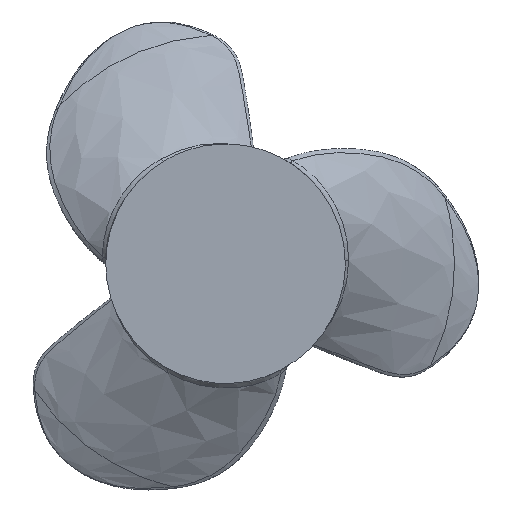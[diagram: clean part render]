
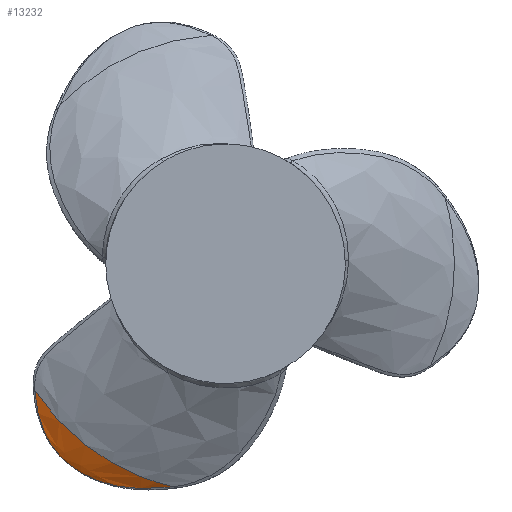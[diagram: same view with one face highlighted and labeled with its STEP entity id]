
A CAD part, top view. The second image highlights one B-rep face of the part: STEP entity #13232.
In plain terms, the highlighted free-form (B-spline) face has degree [3, 2] with [11, 3] control points.
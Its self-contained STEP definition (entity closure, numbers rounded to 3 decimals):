
#9418 = VERTEX_POINT('',#9419);
#9419 = CARTESIAN_POINT('',(-59.573,-39.582,
    -24.698));
#13128 = VERTEX_POINT('',#13129);
#13129 = CARTESIAN_POINT('',(-16.332,-69.634,
    -14.895));
#13139 = EDGE_CURVE('',#9418,#13128,#13140,.T.);
#13140 = B_SPLINE_CURVE_WITH_KNOTS('',3,(#13141,#13142,#13143,#13144,
    #13145,#13146,#13147,#13148,#13149,#13150,#13151),.UNSPECIFIED.,.F.,
  .F.,(4,1,1,1,1,1,1,1,4),(0.,0.01,0.031,
    0.052,0.094,0.115,0.135,0.156,
    0.167),.UNSPECIFIED.);
#13141 = CARTESIAN_POINT('',(-59.573,-39.582,
    -24.698));
#13142 = CARTESIAN_POINT('',(-58.975,-40.482,
    -24.366));
#13143 = CARTESIAN_POINT('',(-57.025,-43.272,
    -23.349));
#13144 = CARTESIAN_POINT('',(-53.631,-47.473,
    -21.863));
#13145 = CARTESIAN_POINT('',(-47.375,-53.915,
    -19.656));
#13146 = CARTESIAN_POINT('',(-40.265,-59.412,
    -17.861));
#13147 = CARTESIAN_POINT('',(-32.436,-63.868,
    -16.487));
#13148 = CARTESIAN_POINT('',(-26.144,-66.691,
    -15.668));
#13149 = CARTESIAN_POINT('',(-20.854,-68.485,
    -15.181));
#13150 = CARTESIAN_POINT('',(-17.448,-69.373,
    -14.958));
#13151 = CARTESIAN_POINT('',(-16.332,-69.634,
    -14.895));
#13232 = ADVANCED_FACE('',(#13233),#13250,.F.);
#13233 = FACE_BOUND('',#13234,.F.);
#13234 = EDGE_LOOP('',(#13235,#13243,#13249));
#13235 = ORIENTED_EDGE('',*,*,#13236,.T.);
#13236 = EDGE_CURVE('',#13128,#13237,#13239,.T.);
#13237 = VERTEX_POINT('',#13238);
#13238 = CARTESIAN_POINT('',(-48.462,-62.985,
    -22.616));
#13239 = B_SPLINE_CURVE_WITH_KNOTS('',2,(#13240,#13241,#13242),
  .UNSPECIFIED.,.F.,.F.,(3,3),(0.,1.),.PIECEWISE_BEZIER_KNOTS.);
#13240 = CARTESIAN_POINT('',(-16.332,-69.634,
    -14.895));
#13241 = CARTESIAN_POINT('',(-36.405,-72.262,
    -20.346));
#13242 = CARTESIAN_POINT('',(-48.462,-62.985,
    -22.616));
#13243 = ORIENTED_EDGE('',*,*,#13244,.F.);
#13244 = EDGE_CURVE('',#9418,#13237,#13245,.T.);
#13245 = B_SPLINE_CURVE_WITH_KNOTS('',2,(#13246,#13247,#13248),
  .UNSPECIFIED.,.F.,.F.,(3,3),(0.,1.),.PIECEWISE_BEZIER_KNOTS.);
#13246 = CARTESIAN_POINT('',(-59.573,-39.582,
    -24.698));
#13247 = CARTESIAN_POINT('',(-58.508,-55.256,
    -24.301));
#13248 = CARTESIAN_POINT('',(-48.462,-62.985,
    -22.616));
#13249 = ORIENTED_EDGE('',*,*,#13139,.T.);
#13250 = B_SPLINE_SURFACE_WITH_KNOTS('',3,2,(
    (#13251,#13252,#13253)
    ,(#13254,#13255,#13256)
    ,(#13257,#13258,#13259)
    ,(#13260,#13261,#13262)
    ,(#13263,#13264,#13265)
    ,(#13266,#13267,#13268)
    ,(#13269,#13270,#13271)
    ,(#13272,#13273,#13274)
    ,(#13275,#13276,#13277)
    ,(#13278,#13279,#13280)
    ,(#13281,#13282,#13283
    )),.UNSPECIFIED.,.F.,.F.,.F.,(4,1,1,1,1,1,1,1,4),(3,3),(0.,
    0.01,0.031,0.052,0.094,
    0.115,0.135,0.156,0.167),(0.,1.),
  .UNSPECIFIED.);
#13251 = CARTESIAN_POINT('',(-59.573,-39.582,
    -24.698));
#13252 = CARTESIAN_POINT('',(-58.508,-55.256,
    -24.301));
#13253 = CARTESIAN_POINT('',(-48.462,-62.985,
    -22.616));
#13254 = CARTESIAN_POINT('',(-58.975,-40.482,
    -24.366));
#13255 = CARTESIAN_POINT('',(-58.004,-55.643,
    -24.171));
#13256 = CARTESIAN_POINT('',(-48.462,-62.985,
    -22.616));
#13257 = CARTESIAN_POINT('',(-57.025,-43.272,
    -23.349));
#13258 = CARTESIAN_POINT('',(-56.467,-56.826,
    -23.803));
#13259 = CARTESIAN_POINT('',(-48.462,-62.985,
    -22.616));
#13260 = CARTESIAN_POINT('',(-53.631,-47.473,
    -21.863));
#13261 = CARTESIAN_POINT('',(-54.24,-58.539,
    -23.333));
#13262 = CARTESIAN_POINT('',(-48.462,-62.985,
    -22.616));
#13263 = CARTESIAN_POINT('',(-47.375,-53.915,
    -19.656));
#13264 = CARTESIAN_POINT('',(-51.101,-60.954,
    -22.783));
#13265 = CARTESIAN_POINT('',(-48.462,-62.985,
    -22.616));
#13266 = CARTESIAN_POINT('',(-40.265,-59.412,
    -17.861));
#13267 = CARTESIAN_POINT('',(-48.303,-63.108,
    -22.195));
#13268 = CARTESIAN_POINT('',(-48.462,-62.985,
    -22.616));
#13269 = CARTESIAN_POINT('',(-32.436,-63.868,
    -16.487));
#13270 = CARTESIAN_POINT('',(-44.791,-65.809,
    -21.528));
#13271 = CARTESIAN_POINT('',(-48.462,-62.985,
    -22.616));
#13272 = CARTESIAN_POINT('',(-26.144,-66.691,
    -15.668));
#13273 = CARTESIAN_POINT('',(-41.653,-68.224,
    -20.997));
#13274 = CARTESIAN_POINT('',(-48.462,-62.985,
    -22.616));
#13275 = CARTESIAN_POINT('',(-20.854,-68.485,
    -15.181));
#13276 = CARTESIAN_POINT('',(-38.855,-70.377,
    -20.608));
#13277 = CARTESIAN_POINT('',(-48.462,-62.985,
    -22.616));
#13278 = CARTESIAN_POINT('',(-17.448,-69.373,
    -14.958));
#13279 = CARTESIAN_POINT('',(-37.01,-71.796,
    -20.364));
#13280 = CARTESIAN_POINT('',(-48.462,-62.985,
    -22.616));
#13281 = CARTESIAN_POINT('',(-16.332,-69.634,
    -14.895));
#13282 = CARTESIAN_POINT('',(-36.405,-72.262,
    -20.346));
#13283 = CARTESIAN_POINT('',(-48.462,-62.985,
    -22.616));
